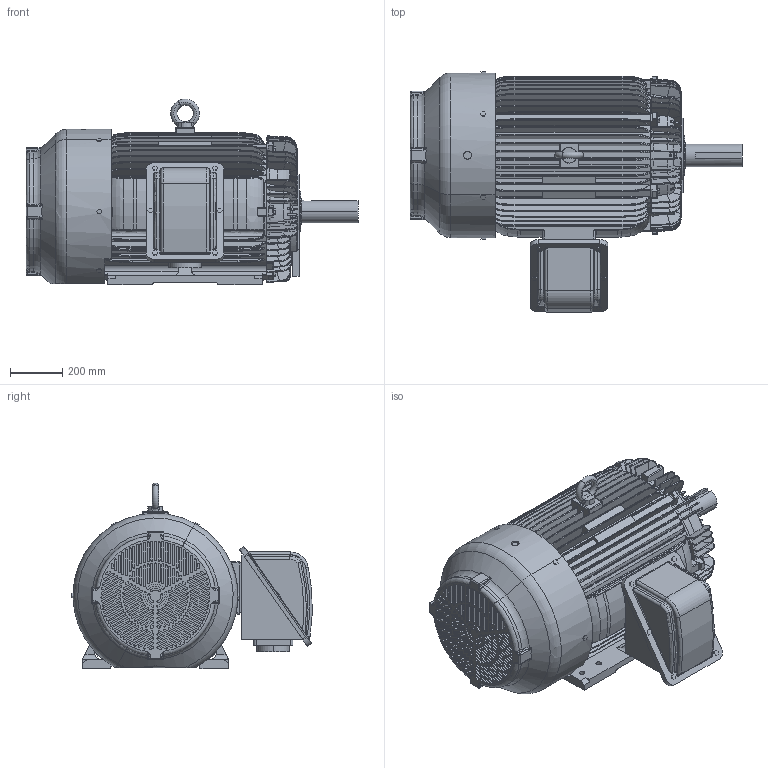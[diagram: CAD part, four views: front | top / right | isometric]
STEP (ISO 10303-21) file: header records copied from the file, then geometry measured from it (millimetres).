
FILE_DESCRIPTION(('CATIA V5 STEP Exchange'),'2;1');
FILE_NAME('3A043A060.stp','2013-12-18T07:18:11+00:00',('none'),('none'),'Unofficial Packaging Version','CATIA V5 STEP AP203','none');
FILE_SCHEMA(('CONFIG_CONTROL_DESIGN'));
Products named in the file (1): #14
Bounding box: 1267.9 x 918.42 x 709.37 mm (x, y, z)
Volume: 198968627.3 mm3; surface area: 7348435.6 mm2
Topology: 8 solids, 32 shells, 4417 faces, 11478 edges, 7073 vertices
Faces by surface type: bspline 1707, cylinder 1191, plane 1175, cone 156, torus 128, sphere 30, revolution 16, extrusion 14
Entity records: 221591 total; most frequent: CARTESIAN_POINT 134305, ORIENTED_EDGE 22836, EDGE_CURVE 11418, DIRECTION 9694, VERTEX_POINT 7073, B_SPLINE_CURVE_WITH_KNOTS 5266, EDGE_LOOP 4717, ADVANCED_FACE 4417
